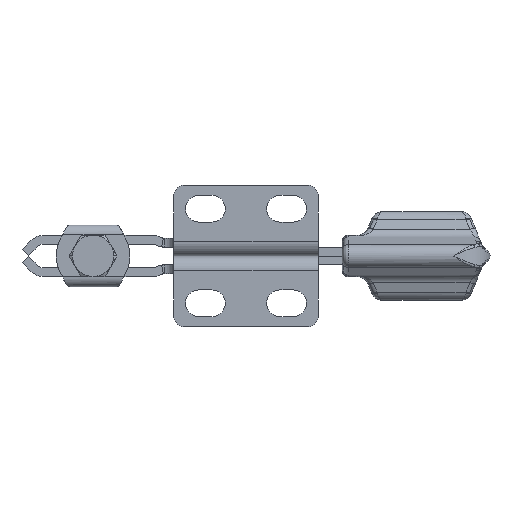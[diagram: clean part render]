
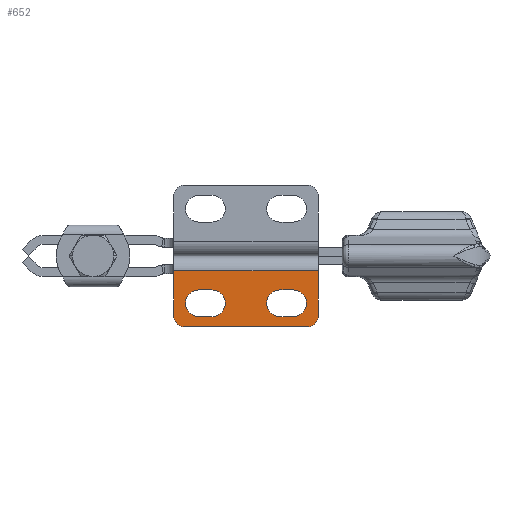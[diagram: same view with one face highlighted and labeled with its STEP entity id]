
A CAD part, front view. The second image highlights one B-rep face of the part: STEP entity #652.
In plain terms, the highlighted free-form (B-spline) face has degree [1, 1] with [2, 2] control points.
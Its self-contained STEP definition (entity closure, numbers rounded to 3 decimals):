
#311=CARTESIAN_POINT('',(-27.369,5.12,-1.));
#312=VERTEX_POINT('',#311);
#322=CARTESIAN_POINT('',(-2.869,5.12,-1.));
#323=VERTEX_POINT('',#322);
#324=CARTESIAN_POINT('',(-27.369,5.12,-1.));
#325=DIRECTION('',(1.0,0.0,0.0));
#326=VECTOR('',#325,24.5);
#327=LINE('',#324,#326);
#328=EDGE_CURVE('',#312,#323,#327,.T.);
#532=CARTESIAN_POINT('',(-27.369,5.12,-1.));
#533=CARTESIAN_POINT('',(-2.869,5.12,-1.));
#534=CARTESIAN_POINT('',(-27.369,5.12,-10.5));
#535=CARTESIAN_POINT('',(-2.869,5.12,-10.5));
#536=B_SPLINE_SURFACE_WITH_KNOTS('',1,1,((#532,#534),(#533,#535)),.UNSPECIFIED.,.F.,.F.,.U.,(2,2),(2,2),(0.0,24.5),(0.0,9.5),.UNSPECIFIED.);
#537=ORIENTED_EDGE('',*,*,#328,.F.);
#538=CARTESIAN_POINT('',(-27.369,5.12,-8.5));
#539=VERTEX_POINT('',#538);
#540=CARTESIAN_POINT('',(-27.369,5.12,-1.));
#541=DIRECTION('',(0.0,0.0,-1.0));
#542=VECTOR('',#541,7.5);
#543=LINE('',#540,#542);
#544=EDGE_CURVE('',#312,#539,#543,.T.);
#545=ORIENTED_EDGE('',*,*,#544,.T.);
#546=CARTESIAN_POINT('',(-25.369,5.12,-10.5));
#547=VERTEX_POINT('',#546);
#548=CARTESIAN_POINT('',(-25.369,5.12,-8.5));
#549=DIRECTION('',(0.0,-1.0,0.0));
#550=DIRECTION('',(-1.0,0.0,0.0));
#551=AXIS2_PLACEMENT_3D('',#548,#549,#550);
#552=CIRCLE('',#551,2.);
#553=EDGE_CURVE('',#539,#547,#552,.T.);
#554=ORIENTED_EDGE('',*,*,#553,.T.);
#555=CARTESIAN_POINT('',(-4.869,5.12,-10.5));
#556=VERTEX_POINT('',#555);
#557=CARTESIAN_POINT('',(-25.369,5.12,-10.5));
#558=DIRECTION('',(1.0,0.0,0.0));
#559=VECTOR('',#558,20.5);
#560=LINE('',#557,#559);
#561=EDGE_CURVE('',#547,#556,#560,.T.);
#562=ORIENTED_EDGE('',*,*,#561,.T.);
#563=CARTESIAN_POINT('',(-2.869,5.12,-8.5));
#564=VERTEX_POINT('',#563);
#565=CARTESIAN_POINT('',(-4.869,5.12,-8.5));
#566=DIRECTION('',(0.0,-1.0,0.0));
#567=DIRECTION('',(0.0,0.0,-1.0));
#568=AXIS2_PLACEMENT_3D('',#565,#566,#567);
#569=CIRCLE('',#568,2.);
#570=EDGE_CURVE('',#556,#564,#569,.T.);
#571=ORIENTED_EDGE('',*,*,#570,.T.);
#572=CARTESIAN_POINT('',(-2.869,5.12,-8.5));
#573=DIRECTION('',(0.0,0.0,1.0));
#574=VECTOR('',#573,7.5);
#575=LINE('',#572,#574);
#576=EDGE_CURVE('',#564,#323,#575,.T.);
#577=ORIENTED_EDGE('',*,*,#576,.T.);
#578=EDGE_LOOP('',(#537,#545,#554,#562,#571,#577));
#579=FACE_OUTER_BOUND('',#578,.T.);
#580=CARTESIAN_POINT('',(-20.869,5.12,-4.25));
#581=VERTEX_POINT('',#580);
#582=CARTESIAN_POINT('',(-23.119,5.12,-4.25));
#583=VERTEX_POINT('',#582);
#584=CARTESIAN_POINT('',(-20.869,5.12,-4.25));
#585=DIRECTION('',(-1.0,0.0,0.0));
#586=VECTOR('',#585,2.25);
#587=LINE('',#584,#586);
#588=EDGE_CURVE('',#581,#583,#587,.T.);
#589=ORIENTED_EDGE('',*,*,#588,.F.);
#590=CARTESIAN_POINT('',(-20.869,5.12,-8.75));
#591=VERTEX_POINT('',#590);
#592=CARTESIAN_POINT('',(-20.869,5.12,-6.5));
#593=DIRECTION('',(0.0,-1.0,0.0));
#594=DIRECTION('',(0.0,0.0,1.0));
#595=AXIS2_PLACEMENT_3D('',#592,#593,#594);
#596=CIRCLE('',#595,2.25);
#597=EDGE_CURVE('',#591,#581,#596,.T.);
#598=ORIENTED_EDGE('',*,*,#597,.F.);
#599=CARTESIAN_POINT('',(-23.119,5.12,-8.75));
#600=VERTEX_POINT('',#599);
#601=CARTESIAN_POINT('',(-23.119,5.12,-8.75));
#602=DIRECTION('',(1.0,0.0,0.0));
#603=VECTOR('',#602,2.25);
#604=LINE('',#601,#603);
#605=EDGE_CURVE('',#600,#591,#604,.T.);
#606=ORIENTED_EDGE('',*,*,#605,.F.);
#607=CARTESIAN_POINT('',(-23.119,5.12,-6.5));
#608=DIRECTION('',(0.0,-1.0,0.0));
#609=DIRECTION('',(0.0,0.0,-1.0));
#610=AXIS2_PLACEMENT_3D('',#607,#608,#609);
#611=CIRCLE('',#610,2.25);
#612=EDGE_CURVE('',#583,#600,#611,.T.);
#613=ORIENTED_EDGE('',*,*,#612,.F.);
#614=EDGE_LOOP('',(#589,#598,#606,#613));
#615=FACE_BOUND('',#614,.T.);
#616=CARTESIAN_POINT('',(-7.119,5.12,-4.25));
#617=VERTEX_POINT('',#616);
#618=CARTESIAN_POINT('',(-9.369,5.12,-4.25));
#619=VERTEX_POINT('',#618);
#620=CARTESIAN_POINT('',(-7.119,5.12,-4.25));
#621=DIRECTION('',(-1.0,0.0,0.0));
#622=VECTOR('',#621,2.25);
#623=LINE('',#620,#622);
#624=EDGE_CURVE('',#617,#619,#623,.T.);
#625=ORIENTED_EDGE('',*,*,#624,.F.);
#626=CARTESIAN_POINT('',(-7.119,5.12,-8.75));
#627=VERTEX_POINT('',#626);
#628=CARTESIAN_POINT('',(-7.119,5.12,-6.5));
#629=DIRECTION('',(0.0,-1.0,0.0));
#630=DIRECTION('',(0.0,0.0,1.0));
#631=AXIS2_PLACEMENT_3D('',#628,#629,#630);
#632=CIRCLE('',#631,2.25);
#633=EDGE_CURVE('',#627,#617,#632,.T.);
#634=ORIENTED_EDGE('',*,*,#633,.F.);
#635=CARTESIAN_POINT('',(-9.369,5.12,-8.75));
#636=VERTEX_POINT('',#635);
#637=CARTESIAN_POINT('',(-9.369,5.12,-8.75));
#638=DIRECTION('',(1.0,0.0,0.0));
#639=VECTOR('',#638,2.25);
#640=LINE('',#637,#639);
#641=EDGE_CURVE('',#636,#627,#640,.T.);
#642=ORIENTED_EDGE('',*,*,#641,.F.);
#643=CARTESIAN_POINT('',(-9.369,5.12,-6.5));
#644=DIRECTION('',(0.0,-1.0,0.0));
#645=DIRECTION('',(0.0,0.0,-1.0));
#646=AXIS2_PLACEMENT_3D('',#643,#644,#645);
#647=CIRCLE('',#646,2.25);
#648=EDGE_CURVE('',#619,#636,#647,.T.);
#649=ORIENTED_EDGE('',*,*,#648,.F.);
#650=EDGE_LOOP('',(#625,#634,#642,#649));
#651=FACE_BOUND('',#650,.T.);
#652=ADVANCED_FACE('',(#579,#615,#651),#536,.F.);
